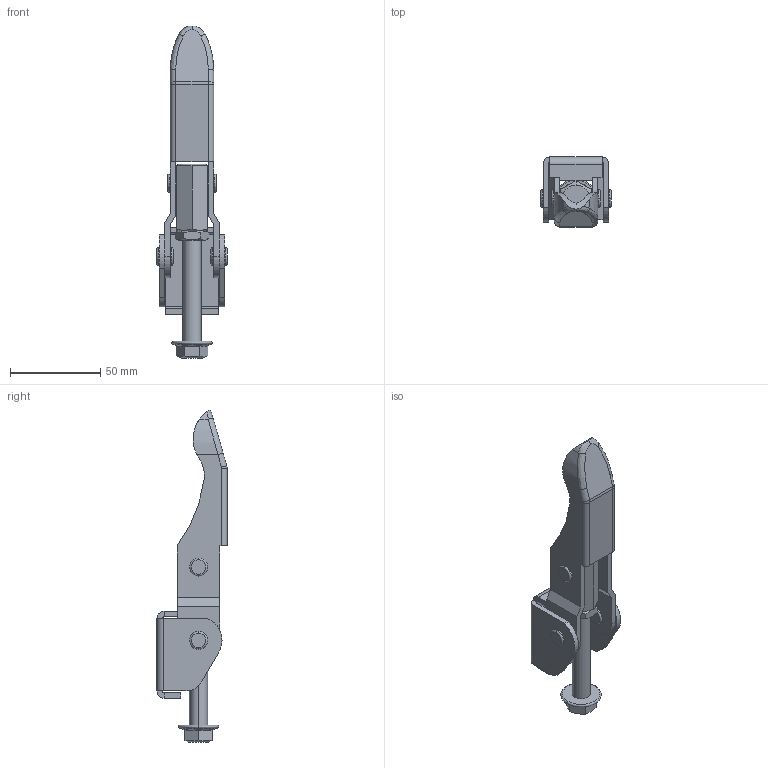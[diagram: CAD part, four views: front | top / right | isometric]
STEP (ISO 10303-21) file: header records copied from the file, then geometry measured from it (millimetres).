
FILE_DESCRIPTION (( 'STEP AP203' ), '1' );
FILE_NAME ('HS-43160 .STEP', '2019-10-07T06:01:50', ( '微软用户' ), ( '微软中国' ), 'SwSTEP 2.0', 'SolidWorks 2012', '' );
FILE_SCHEMA (( 'CONFIG_CONTROL_DESIGN' ));
Length unit declared in the file: millimetre
Products named in the file (8): HS-43160 ; hex thin nuts-grades ab-chamfered gb_GB_FASTENER_NUT_STNAB M10-N; hex flange bolts-heavy grade b gb_GB_FASTENER_BOLT_HFBB M10X70-N; 种2; 种1; 忒梟; 鞠褒; 菁釱
Assembly tree (8 placements, depth 2):
  HS-43160 
    菁釱
    鞠褒
    忒梟
    种1  x2
    种2
    hex flange bolts-heavy grade b gb_GB_FASTENER_BOLT_HFBB M10X70-N
    hex thin nuts-grades ab-chamfered gb_GB_FASTENER_NUT_STNAB M10-N
Bounding box: 39 x 38.8 x 183.52 mm (x, y, z)
Volume: 48937.4 mm3; surface area: 33079.2 mm2
Topology: 9 solids, 9 shells, 556 faces, 1448 edges, 944 vertices
Faces by surface type: plane 267, bspline 148, cylinder 105, cone 20, torus 16
Entity records: 23835 total; most frequent: CARTESIAN_POINT 10510, ORIENTED_EDGE 2844, DIRECTION 2107, EDGE_CURVE 1422, VERTEX_POINT 928, LINE 845, VECTOR 845, AXIS2_PLACEMENT_3D 631
